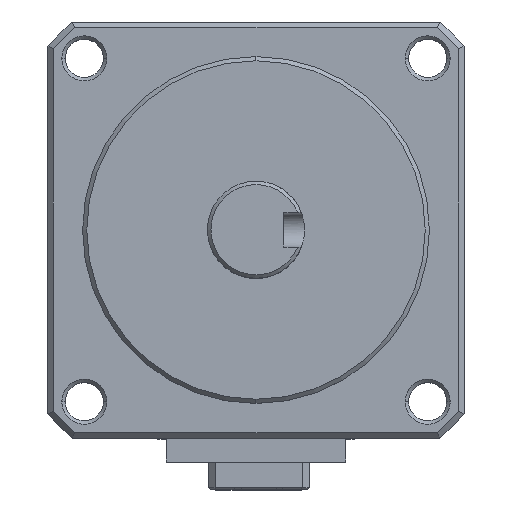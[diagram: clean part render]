
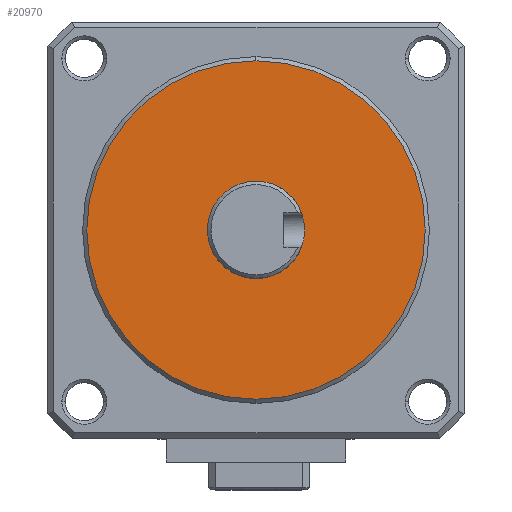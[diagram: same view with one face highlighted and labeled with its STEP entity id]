
A CAD part, top view. The second image highlights one B-rep face of the part: STEP entity #20970.
In plain terms, the highlighted planar face has unit normal (0, 0, 1).
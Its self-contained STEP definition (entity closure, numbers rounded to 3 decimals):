
#3600=CARTESIAN_POINT('',(0.,0.,
-18.));
#3610=DIRECTION('',(0.,0.,1.));
#3620=DIRECTION('',(0.,-1.,0.));
#3630=AXIS2_PLACEMENT_3D('',#3600,#3610,#3620);
#3640=CIRCLE('',#3630,24.4);
#3650=CARTESIAN_POINT('',(24.4,0.,-18.));
#3660=VERTEX_POINT('',#3650);
#3670=CARTESIAN_POINT('',(0.,24.4,-18.));
#3680=VERTEX_POINT('',#3670);
#3690=EDGE_CURVE('',#3660,#3680,#3640,.T.);
#3960=CARTESIAN_POINT('',(0.,-24.4,-18.));
#3970=VERTEX_POINT('',#3960);
#4000=EDGE_CURVE('',#3970,#3660,#3640,.T.);
#18290=CARTESIAN_POINT('',(7.,0.,-18.));
#18300=VERTEX_POINT('',#18290);
#18480=CARTESIAN_POINT('',(-7.,0.,-18.));
#18490=VERTEX_POINT('',#18480);
#18520=CARTESIAN_POINT('',(0.,0.,
-18.));
#18530=DIRECTION('',(0.,0.,1.));
#18540=DIRECTION('',(1.,0.,0.));
#18550=AXIS2_PLACEMENT_3D('',#18520,#18530,#18540);
#18560=CIRCLE('',#18550,7.);
#18570=EDGE_CURVE('',#18300,#18490,#18560,.T.);
#20810=CARTESIAN_POINT('',(-24.4,-24.4,-18.));
#20820=DIRECTION('',(0.,0.,1.));
#20830=DIRECTION('',(1.,0.,0.));
#20840=AXIS2_PLACEMENT_3D('',#20810,#20820,#20830);
#20850=PLANE('',#20840);
#20860=EDGE_CURVE('',#18490,#18300,#18560,.T.);
#20870=ORIENTED_EDGE('',*,*,#20860,.F.);
#20880=ORIENTED_EDGE('',*,*,#18570,.F.);
#20890=EDGE_LOOP('',(#20880,#20870));
#20900=FACE_BOUND('',#20890,.T.);
#20910=EDGE_CURVE('',#3680,#3970,#3640,.T.);
#20920=ORIENTED_EDGE('',*,*,#20910,.T.);
#20930=ORIENTED_EDGE('',*,*,#3690,.T.);
#20940=ORIENTED_EDGE('',*,*,#4000,.T.);
#20950=EDGE_LOOP('',(#20940,#20930,#20920));
#20960=FACE_OUTER_BOUND('',#20950,.T.);
#20970=ADVANCED_FACE('',(#20900,#20960),#20850,.T.);
